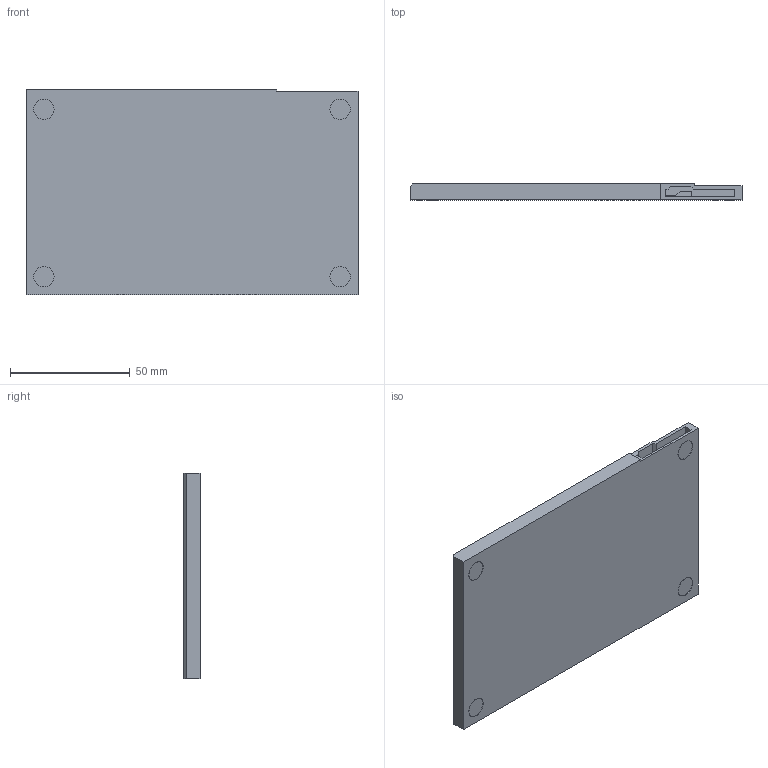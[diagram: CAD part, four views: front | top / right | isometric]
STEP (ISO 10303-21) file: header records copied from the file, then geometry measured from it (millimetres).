
FILE_DESCRIPTION(('FreeCAD Model'),'2;1');
FILE_NAME('Open CASCADE Shape Model','2024-07-01T22:27:52',(''),(''), 'Open CASCADE STEP processor 7.6','FreeCAD','Unknown');
FILE_SCHEMA(('AUTOMOTIVE_DESIGN { 1 0 10303 214 1 1 1 1 }'));
Length unit declared in the file: millimetre
Products named in the file (1): External Enclosure
Bounding box: 138.9 x 6.7 x 85.8 mm (x, y, z)
Volume: 43942.1 mm3; surface area: 29450.4 mm2
Topology: 1 solids, 1 shells, 52 faces, 134 edges, 89 vertices
Faces by surface type: plane 42, cylinder 6, bspline 4
Full cylindrical faces by diameter (mm): 3.5 x2, 8.5 x4
Entity records: 1604 total; most frequent: CARTESIAN_POINT 320, ORIENTED_EDGE 268, DIRECTION 236, EDGE_CURVE 134, LINE 114, VECTOR 114, VERTEX_POINT 89, AXIS2_PLACEMENT_3D 61
